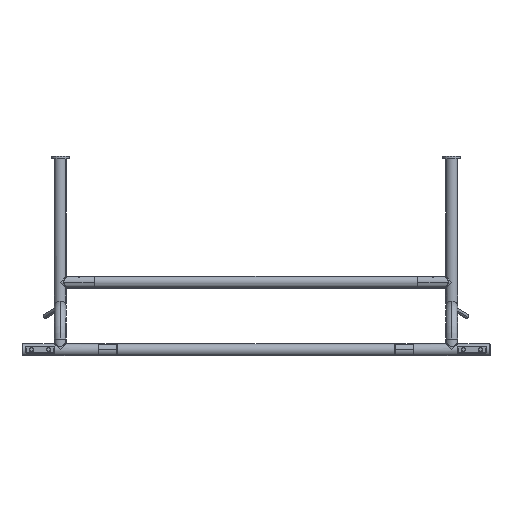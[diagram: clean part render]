
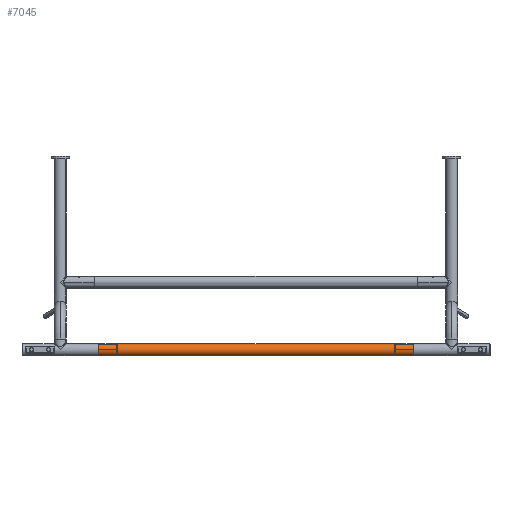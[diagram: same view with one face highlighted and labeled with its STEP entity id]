
A CAD part, front view. The second image highlights one B-rep face of the part: STEP entity #7045.
In plain terms, the highlighted cylindrical face has radius 12.5 mm (diameter 25 mm), a partial arc.
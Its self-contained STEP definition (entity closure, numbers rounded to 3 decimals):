
#4393 = CARTESIAN_POINT ( 'NONE',  ( -80.5, -31.462, -90. ) ) ;
#4532 = DIRECTION ( 'NONE',  ( -1., 0., 0. ) ) ;
#4533 = VECTOR ( 'NONE', #4532, 1000. ) ;
#4544 = CARTESIAN_POINT ( 'NONE',  ( -300., -31.462, -90. ) ) ;
#4545 = LINE ( 'NONE', #4544, #4533 ) ;
#4614 = CARTESIAN_POINT ( 'NONE',  ( -726.1, -31.462, -90. ) ) ;
#4615 = CARTESIAN_POINT ( 'NONE',  ( -726.1, -31.673, -90. ) ) ;
#4616 = CARTESIAN_POINT ( 'NONE',  ( -726.057, -31.884, -90.006 ) ) ;
#4617 = CARTESIAN_POINT ( 'NONE',  ( -725.897, -32.268, -90.025 ) ) ;
#4618 = CARTESIAN_POINT ( 'NONE',  ( -725.778, -32.447, -90.038 ) ) ;
#4619 = CARTESIAN_POINT ( 'NONE',  ( -725.557, -32.668, -90.058 ) ) ;
#4620 = CARTESIAN_POINT ( 'NONE',  ( -725.475, -32.735, -90.065 ) ) ;
#4621 = CARTESIAN_POINT ( 'NONE',  ( -725.301, -32.851, -90.077 ) ) ;
#4622 = CARTESIAN_POINT ( 'NONE',  ( -725.209, -32.9, -90.083 ) ) ;
#4623 = CARTESIAN_POINT ( 'NONE',  ( -725.015, -32.98, -90.093 ) ) ;
#4624 = CARTESIAN_POINT ( 'NONE',  ( -724.913, -33.011, -90.096 ) ) ;
#4625 = CARTESIAN_POINT ( 'NONE',  ( -724.709, -33.052, -90.101 ) ) ;
#4626 = CARTESIAN_POINT ( 'NONE',  ( -724.605, -33.062, -90.103 ) ) ;
#4627 = CARTESIAN_POINT ( 'NONE',  ( -724.393, -33.062, -90.103 ) ) ;
#4628 = CARTESIAN_POINT ( 'NONE',  ( -724.289, -33.051, -90.101 ) ) ;
#4629 = CARTESIAN_POINT ( 'NONE',  ( -724.084, -33.01, -90.096 ) ) ;
#4630 = CARTESIAN_POINT ( 'NONE',  ( -723.983, -32.98, -90.092 ) ) ;
#4631 = CARTESIAN_POINT ( 'NONE',  ( -723.789, -32.899, -90.083 ) ) ;
#4632 = CARTESIAN_POINT ( 'NONE',  ( -723.697, -32.85, -90.077 ) ) ;
#4633 = CARTESIAN_POINT ( 'NONE',  ( -723.524, -32.734, -90.065 ) ) ;
#4634 = CARTESIAN_POINT ( 'NONE',  ( -723.442, -32.666, -90.058 ) ) ;
#4635 = CARTESIAN_POINT ( 'NONE',  ( -723.22, -32.445, -90.038 ) ) ;
#4636 = CARTESIAN_POINT ( 'NONE',  ( -723.101, -32.266, -90.024 ) ) ;
#4637 = CARTESIAN_POINT ( 'NONE',  ( -722.942, -31.881, -90.006 ) ) ;
#4638 = CARTESIAN_POINT ( 'NONE',  ( -722.9, -31.671, -90. ) ) ;
#4639 = CARTESIAN_POINT ( 'NONE',  ( -722.9, -31.462, -90. ) ) ;
#4651 = B_SPLINE_CURVE_WITH_KNOTS ( 'NONE', 3,
 ( #4639, #4638, #4637, #4636, #4635, #4634, #4633, #4632, #4631, #4630, #4629, #4628, #4627, #4626, #4625, #4624, #4623, #4622, #4621, #4620, #4619, #4618, #4617, #4616, #4615, #4614 ),
 .UNSPECIFIED., .F., .F.,
 ( 4, 2, 2, 2, 2, 2, 2, 2, 2, 2, 2, 2, 4 ),
 ( 0.005, 0.006, 0.006, 0.007, 0.007, 0.007, 0.008, 0.008, 0.008, 0.008, 0.009, 0.009, 0.01 ),
 .UNSPECIFIED. ) ;
#4789 = CARTESIAN_POINT ( 'NONE',  ( -300., -31.462, -102.5 ) ) ;
#4791 = FACE_OUTER_BOUND ( 'NONE', #7074, .T. ) ;
#4792 = LINE ( 'NONE', #4890, #4889 ) ;
#4793 = CYLINDRICAL_SURFACE ( 'NONE', #4891, 12.5 ) ;
#4801 = LINE ( 'NONE', #4918, #4915 ) ;
#4802 = CARTESIAN_POINT ( 'NONE',  ( -744.5, -31.462, -115. ) ) ;
#4803 = DIRECTION ( 'NONE',  ( 0., -1., 0. ) ) ;
#4804 = DIRECTION ( 'NONE',  ( 1., 0., 0. ) ) ;
#4805 = AXIS2_PLACEMENT_3D ( 'NONE', #4879, #4804, #4803 ) ;
#4806 = CIRCLE ( 'NONE', #4805, 12.5 ) ;
#4879 = CARTESIAN_POINT ( 'NONE',  ( -80.5, -31.462, -102.5 ) ) ;
#4884 = DIRECTION ( 'NONE',  ( 0., 0., -1. ) ) ;
#4885 = DIRECTION ( 'NONE',  ( -1., 0., 0. ) ) ;
#4888 = DIRECTION ( 'NONE',  ( -1., 0., 0. ) ) ;
#4889 = VECTOR ( 'NONE', #4888, 1000. ) ;
#4890 = CARTESIAN_POINT ( 'NONE',  ( -300., -31.462, -115. ) ) ;
#4891 = AXIS2_PLACEMENT_3D ( 'NONE', #4789, #4885, #4884 ) ;
#4904 = CARTESIAN_POINT ( 'NONE',  ( -744.5, -31.462, -90. ) ) ;
#4905 = CARTESIAN_POINT ( 'NONE',  ( -98.9, -31.462, -90. ) ) ;
#4914 = DIRECTION ( 'NONE',  ( -1., 0., 0. ) ) ;
#4915 = VECTOR ( 'NONE', #4914, 1000. ) ;
#4917 = CARTESIAN_POINT ( 'NONE',  ( -80.5, -31.462, -115. ) ) ;
#4918 = CARTESIAN_POINT ( 'NONE',  ( -300., -31.462, -90. ) ) ;
#4959 = DIRECTION ( 'NONE',  ( -1., 0., 0. ) ) ;
#4960 = VECTOR ( 'NONE', #4959, 1000. ) ;
#4963 = CARTESIAN_POINT ( 'NONE',  ( -300., -31.462, -90. ) ) ;
#4964 = LINE ( 'NONE', #4963, #4960 ) ;
#4972 = CARTESIAN_POINT ( 'NONE',  ( -722.9, -31.462, -90. ) ) ;
#4976 = CARTESIAN_POINT ( 'NONE',  ( -726.1, -31.462, -90. ) ) ;
#5073 = CARTESIAN_POINT ( 'NONE',  ( -102.1, -31.671, -90. ) ) ;
#5074 = CARTESIAN_POINT ( 'NONE',  ( -102.1, -31.462, -90. ) ) ;
#5076 = B_SPLINE_CURVE_WITH_KNOTS ( 'NONE', 3,
 ( #5074, #5073, #5229, #5228, #5227, #5226, #5225, #5224, #5223, #5222, #5221, #5220, #5219, #5218, #5217, #5216, #5215, #5214, #5213, #5212, #5211, #5210, #5209, #5208, #5207, #5206 ),
 .UNSPECIFIED., .F., .F.,
 ( 4, 2, 2, 2, 2, 2, 2, 2, 2, 2, 2, 2, 4 ),
 ( 0.005, 0.006, 0.006, 0.007, 0.007, 0.007, 0.008, 0.008, 0.008, 0.008, 0.009, 0.009, 0.01 ),
 .UNSPECIFIED. ) ;
#5144 = CARTESIAN_POINT ( 'NONE',  ( -102.1, -31.462, -90. ) ) ;
#5206 = CARTESIAN_POINT ( 'NONE',  ( -98.9, -31.462, -90. ) ) ;
#5207 = CARTESIAN_POINT ( 'NONE',  ( -98.9, -31.673, -90. ) ) ;
#5208 = CARTESIAN_POINT ( 'NONE',  ( -98.943, -31.884, -90.006 ) ) ;
#5209 = CARTESIAN_POINT ( 'NONE',  ( -99.103, -32.268, -90.025 ) ) ;
#5210 = CARTESIAN_POINT ( 'NONE',  ( -99.222, -32.447, -90.038 ) ) ;
#5211 = CARTESIAN_POINT ( 'NONE',  ( -99.443, -32.668, -90.058 ) ) ;
#5212 = CARTESIAN_POINT ( 'NONE',  ( -99.525, -32.735, -90.065 ) ) ;
#5213 = CARTESIAN_POINT ( 'NONE',  ( -99.699, -32.851, -90.077 ) ) ;
#5214 = CARTESIAN_POINT ( 'NONE',  ( -99.791, -32.9, -90.083 ) ) ;
#5215 = CARTESIAN_POINT ( 'NONE',  ( -99.985, -32.98, -90.093 ) ) ;
#5216 = CARTESIAN_POINT ( 'NONE',  ( -100.087, -33.011, -90.096 ) ) ;
#5217 = CARTESIAN_POINT ( 'NONE',  ( -100.291, -33.052, -90.101 ) ) ;
#5218 = CARTESIAN_POINT ( 'NONE',  ( -100.395, -33.062, -90.103 ) ) ;
#5219 = CARTESIAN_POINT ( 'NONE',  ( -100.607, -33.062, -90.103 ) ) ;
#5220 = CARTESIAN_POINT ( 'NONE',  ( -100.711, -33.051, -90.101 ) ) ;
#5221 = CARTESIAN_POINT ( 'NONE',  ( -100.916, -33.01, -90.096 ) ) ;
#5222 = CARTESIAN_POINT ( 'NONE',  ( -101.017, -32.98, -90.092 ) ) ;
#5223 = CARTESIAN_POINT ( 'NONE',  ( -101.211, -32.899, -90.083 ) ) ;
#5224 = CARTESIAN_POINT ( 'NONE',  ( -101.303, -32.85, -90.077 ) ) ;
#5225 = CARTESIAN_POINT ( 'NONE',  ( -101.476, -32.734, -90.065 ) ) ;
#5226 = CARTESIAN_POINT ( 'NONE',  ( -101.558, -32.666, -90.058 ) ) ;
#5227 = CARTESIAN_POINT ( 'NONE',  ( -101.78, -32.445, -90.038 ) ) ;
#5228 = CARTESIAN_POINT ( 'NONE',  ( -101.899, -32.266, -90.024 ) ) ;
#5229 = CARTESIAN_POINT ( 'NONE',  ( -102.058, -31.881, -90.006 ) ) ;
#5377 = DIRECTION ( 'NONE',  ( 0., -1., 0. ) ) ;
#5378 = DIRECTION ( 'NONE',  ( 1., 0., 0. ) ) ;
#5379 = AXIS2_PLACEMENT_3D ( 'NONE', #5385, #5378, #5377 ) ;
#5385 = CARTESIAN_POINT ( 'NONE',  ( -744.5, -31.462, -102.5 ) ) ;
#5394 = CIRCLE ( 'NONE', #5379, 12.5 ) ;
#6975 = ORIENTED_EDGE ( 'NONE', *, *, #7009, .T. ) ;
#6976 = EDGE_CURVE ( 'NONE', #7070, #7191, #4651, .T. ) ;
#7008 = ORIENTED_EDGE ( 'NONE', *, *, #6976, .T. ) ;
#7009 = EDGE_CURVE ( 'NONE', #7191, #7022, #4545, .T. ) ;
#7013 = VERTEX_POINT ( 'NONE', #4393 ) ;
#7019 = ORIENTED_EDGE ( 'NONE', *, *, #7224, .T. ) ;
#7021 = ORIENTED_EDGE ( 'NONE', *, *, #7075, .T. ) ;
#7022 = VERTEX_POINT ( 'NONE', #4904 ) ;
#7033 = VERTEX_POINT ( 'NONE', #4905 ) ;
#7044 = EDGE_CURVE ( 'NONE', #7063, #7065, #4792, .T. ) ;
#7045 = ADVANCED_FACE ( 'NONE', ( #4791 ), #4793, .T. ) ;
#7047 = ORIENTED_EDGE ( 'NONE', *, *, #7144, .F. ) ;
#7055 = EDGE_CURVE ( 'NONE', #7013, #7063, #4806, .T. ) ;
#7062 = EDGE_CURVE ( 'NONE', #7146, #7070, #4801, .T. ) ;
#7063 = VERTEX_POINT ( 'NONE', #4917 ) ;
#7065 = VERTEX_POINT ( 'NONE', #4802 ) ;
#7070 = VERTEX_POINT ( 'NONE', #4972 ) ;
#7074 = EDGE_LOOP ( 'NONE', ( #7076, #7021, #7047, #7225, #7008, #6975, #7019, #7078 ) ) ;
#7075 = EDGE_CURVE ( 'NONE', #7013, #7033, #4964, .T. ) ;
#7076 = ORIENTED_EDGE ( 'NONE', *, *, #7055, .F. ) ;
#7078 = ORIENTED_EDGE ( 'NONE', *, *, #7044, .F. ) ;
#7144 = EDGE_CURVE ( 'NONE', #7146, #7033, #5076, .T. ) ;
#7146 = VERTEX_POINT ( 'NONE', #5144 ) ;
#7191 = VERTEX_POINT ( 'NONE', #4976 ) ;
#7224 = EDGE_CURVE ( 'NONE', #7022, #7065, #5394, .T. ) ;
#7225 = ORIENTED_EDGE ( 'NONE', *, *, #7062, .T. ) ;
